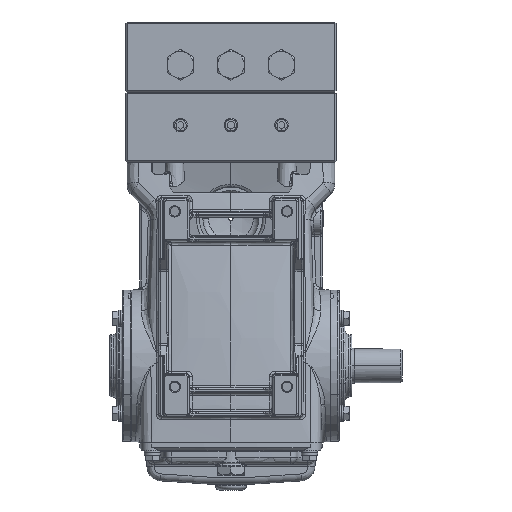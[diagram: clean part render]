
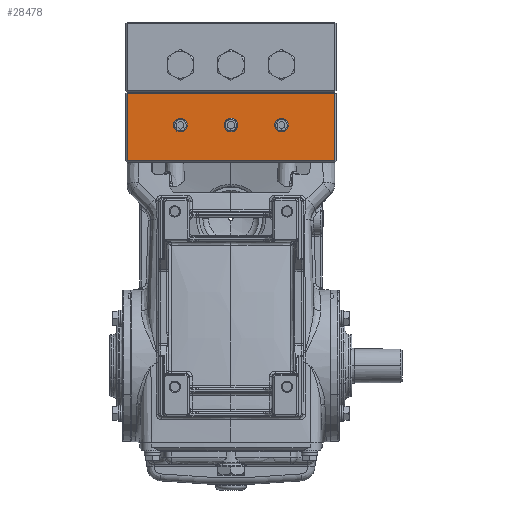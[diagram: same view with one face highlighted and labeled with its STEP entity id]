
A CAD part, front view. The second image highlights one B-rep face of the part: STEP entity #28478.
In plain terms, the highlighted planar face has unit normal (0, -1, 0).
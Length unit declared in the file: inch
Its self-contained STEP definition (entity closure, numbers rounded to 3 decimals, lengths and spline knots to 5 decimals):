
#1051 = ORIENTED_EDGE ( 'NONE', *, *, #84704, .T. ) ;
#1221 = ORIENTED_EDGE ( 'NONE', *, *, #79070, .T. ) ;
#1348 = VECTOR ( 'NONE', #83468, 39.37008 ) ;
#4840 = CARTESIAN_POINT ( 'NONE',  ( -2.95276, -2.8937, 7.6378 ) ) ;
#5258 = CARTESIAN_POINT ( 'NONE',  ( -2.95276, -2.8937, 7.67717 ) ) ;
#6105 = FACE_BOUND ( 'NONE', #39335, .T. ) ;
#6329 = DIRECTION ( 'NONE',  ( 0., 0., -1. ) ) ;
#9502 = DIRECTION ( 'NONE',  ( 0., 1., 0. ) ) ;
#9702 = CIRCLE ( 'NONE', #80879, 0.18437 ) ;
#10704 = CARTESIAN_POINT ( 'NONE',  ( -2.91339, -2.8937, 5.70866 ) ) ;
#11086 = VERTEX_POINT ( 'NONE', #48138 ) ;
#11197 = DIRECTION ( 'NONE',  ( 0., 1., 0. ) ) ;
#11450 = VERTEX_POINT ( 'NONE', #28334 ) ;
#12535 = ORIENTED_EDGE ( 'NONE', *, *, #81988, .T. ) ;
#13908 = EDGE_CURVE ( 'NONE', #56791, #55709, #15802, .T. ) ;
#15800 = DIRECTION ( 'NONE',  ( 0., 0., -1. ) ) ;
#15802 = CIRCLE ( 'NONE', #19950, 0.18437 ) ;
#17280 = AXIS2_PLACEMENT_3D ( 'NONE', #78622, #66355, #52817 ) ;
#18483 = ORIENTED_EDGE ( 'NONE', *, *, #48338, .T. ) ;
#19698 = EDGE_CURVE ( 'NONE', #11450, #58473, #43893, .T. ) ;
#19706 = CARTESIAN_POINT ( 'NONE',  ( 2.91339, -2.8937, 5.74803 ) ) ;
#19708 = LINE ( 'NONE', #81339, #80388 ) ;
#19950 = AXIS2_PLACEMENT_3D ( 'NONE', #69358, #9502, #62826 ) ;
#21284 = DIRECTION ( 'NONE',  ( 0., 1., 0. ) ) ;
#22078 = EDGE_CURVE ( 'NONE', #11086, #11450, #44618, .T. ) ;
#24706 = VECTOR ( 'NONE', #71723, 39.37008 ) ;
#26296 = DIRECTION ( 'NONE',  ( 1., 0., 0. ) ) ;
#27804 = VERTEX_POINT ( 'NONE', #19706 ) ;
#28301 = VERTEX_POINT ( 'NONE', #42432 ) ;
#28334 = CARTESIAN_POINT ( 'NONE',  ( -2.91339, -2.8937, 7.6378 ) ) ;
#28478 = ADVANCED_FACE ( 'NONE', ( #51174, #58176, #6105, #65160 ), #86158, .T. ) ;
#31909 = EDGE_CURVE ( 'NONE', #55709, #56791, #33024, .T. ) ;
#33024 = CIRCLE ( 'NONE', #81943, 0.18437 ) ;
#34010 = CIRCLE ( 'NONE', #17280, 0.18437 ) ;
#38304 = ORIENTED_EDGE ( 'NONE', *, *, #31909, .T. ) ;
#39335 = EDGE_LOOP ( 'NONE', ( #1051, #1221 ) ) ;
#39864 = VERTEX_POINT ( 'NONE', #46977 ) ;
#40158 = ORIENTED_EDGE ( 'NONE', *, *, #68987, .T. ) ;
#40373 = DIRECTION ( 'NONE',  ( 0., 1., 0. ) ) ;
#41241 = CARTESIAN_POINT ( 'NONE',  ( 1.41732, -2.8937, 6.75197 ) ) ;
#42432 = CARTESIAN_POINT ( 'NONE',  ( 0., -2.8937, 6.5676 ) ) ;
#43893 = LINE ( 'NONE', #10704, #47252 ) ;
#44618 = LINE ( 'NONE', #4840, #24706 ) ;
#44820 = CARTESIAN_POINT ( 'NONE',  ( -1.41732, -2.8937, 6.75197 ) ) ;
#45697 = DIRECTION ( 'NONE',  ( 0., 0., -1. ) ) ;
#46977 = CARTESIAN_POINT ( 'NONE',  ( 1.41732, -2.8937, 6.93634 ) ) ;
#47252 = VECTOR ( 'NONE', #64012, 39.37008 ) ;
#47967 = DIRECTION ( 'NONE',  ( 0., 0., -1. ) ) ;
#48138 = CARTESIAN_POINT ( 'NONE',  ( 2.91339, -2.8937, 7.6378 ) ) ;
#48338 = EDGE_CURVE ( 'NONE', #82886, #39864, #81972, .T. ) ;
#48598 = DIRECTION ( 'NONE',  ( 0., 1., 0. ) ) ;
#49241 = CARTESIAN_POINT ( 'NONE',  ( -1.41732, -2.8937, 6.5676 ) ) ;
#49565 = CARTESIAN_POINT ( 'NONE',  ( 1.41732, -2.8937, 6.5676 ) ) ;
#51174 = FACE_OUTER_BOUND ( 'NONE', #56541, .T. ) ;
#52817 = DIRECTION ( 'NONE',  ( 0., 0., -1. ) ) ;
#54959 = CARTESIAN_POINT ( 'NONE',  ( 0., -2.8937, 6.93634 ) ) ;
#55709 = VERTEX_POINT ( 'NONE', #49241 ) ;
#56541 = EDGE_LOOP ( 'NONE', ( #74605, #78693, #12535, #70946 ) ) ;
#56791 = VERTEX_POINT ( 'NONE', #78753 ) ;
#57563 = EDGE_CURVE ( 'NONE', #58473, #27804, #19708, .T. ) ;
#58117 = ORIENTED_EDGE ( 'NONE', *, *, #13908, .T. ) ;
#58176 = FACE_BOUND ( 'NONE', #62638, .T. ) ;
#58473 = VERTEX_POINT ( 'NONE', #67788 ) ;
#58594 = DIRECTION ( 'NONE',  ( 0., 0., -1. ) ) ;
#62638 = EDGE_LOOP ( 'NONE', ( #38304, #58117 ) ) ;
#62826 = DIRECTION ( 'NONE',  ( 0., 0., -1. ) ) ;
#63304 = CIRCLE ( 'NONE', #67510, 0.18437 ) ;
#64012 = DIRECTION ( 'NONE',  ( 0., 0., -1. ) ) ;
#65160 = FACE_BOUND ( 'NONE', #79615, .T. ) ;
#66355 = DIRECTION ( 'NONE',  ( 0., 1., 0. ) ) ;
#67510 = AXIS2_PLACEMENT_3D ( 'NONE', #81192, #21284, #47967 ) ;
#67788 = CARTESIAN_POINT ( 'NONE',  ( -2.91339, -2.8937, 5.74803 ) ) ;
#68243 = CARTESIAN_POINT ( 'NONE',  ( 0., -2.8937, 6.75197 ) ) ;
#68913 = VERTEX_POINT ( 'NONE', #54959 ) ;
#68987 = EDGE_CURVE ( 'NONE', #39864, #82886, #63304, .T. ) ;
#69358 = CARTESIAN_POINT ( 'NONE',  ( -1.41732, -2.8937, 6.75197 ) ) ;
#70946 = ORIENTED_EDGE ( 'NONE', *, *, #22078, .T. ) ;
#71723 = DIRECTION ( 'NONE',  ( -1., 0., 0. ) ) ;
#74605 = ORIENTED_EDGE ( 'NONE', *, *, #19698, .T. ) ;
#78622 = CARTESIAN_POINT ( 'NONE',  ( 0., -2.8937, 6.75197 ) ) ;
#78693 = ORIENTED_EDGE ( 'NONE', *, *, #57563, .T. ) ;
#78694 = DIRECTION ( 'NONE',  ( 0., -1., 0. ) ) ;
#78753 = CARTESIAN_POINT ( 'NONE',  ( -1.41732, -2.8937, 6.93634 ) ) ;
#79070 = EDGE_CURVE ( 'NONE', #68913, #28301, #9702, .T. ) ;
#79150 = AXIS2_PLACEMENT_3D ( 'NONE', #41241, #40373, #6329 ) ;
#79615 = EDGE_LOOP ( 'NONE', ( #18483, #40158 ) ) ;
#80118 = AXIS2_PLACEMENT_3D ( 'NONE', #5258, #78694, #58594 ) ;
#80388 = VECTOR ( 'NONE', #26296, 39.37008 ) ;
#80879 = AXIS2_PLACEMENT_3D ( 'NONE', #68243, #48598, #15800 ) ;
#81192 = CARTESIAN_POINT ( 'NONE',  ( 1.41732, -2.8937, 6.75197 ) ) ;
#81339 = CARTESIAN_POINT ( 'NONE',  ( -2.95276, -2.8937, 5.74803 ) ) ;
#81379 = LINE ( 'NONE', #81840, #1348 ) ;
#81840 = CARTESIAN_POINT ( 'NONE',  ( 2.91339, -2.8937, 7.67717 ) ) ;
#81943 = AXIS2_PLACEMENT_3D ( 'NONE', #44820, #11197, #45697 ) ;
#81972 = CIRCLE ( 'NONE', #79150, 0.18437 ) ;
#81988 = EDGE_CURVE ( 'NONE', #27804, #11086, #81379, .T. ) ;
#82886 = VERTEX_POINT ( 'NONE', #49565 ) ;
#83468 = DIRECTION ( 'NONE',  ( 0., 0., 1. ) ) ;
#84704 = EDGE_CURVE ( 'NONE', #28301, #68913, #34010, .T. ) ;
#86158 = PLANE ( 'NONE',  #80118 ) ;
